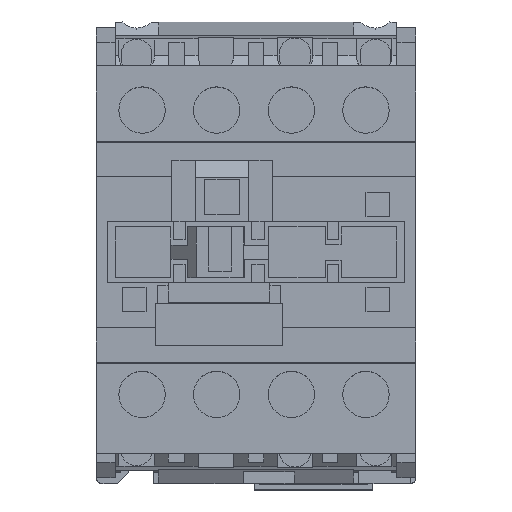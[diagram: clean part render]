
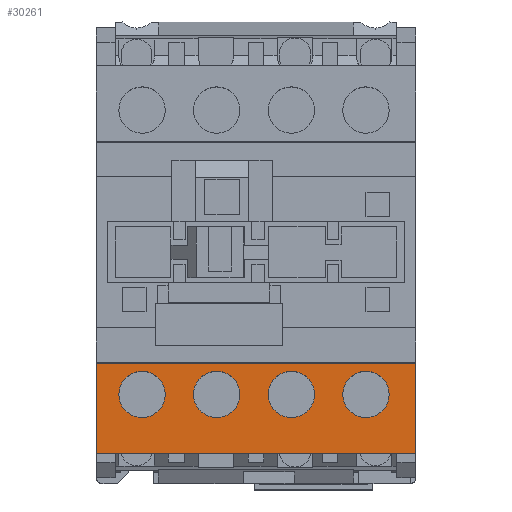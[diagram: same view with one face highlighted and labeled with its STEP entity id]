
A CAD part, top view. The second image highlights one B-rep face of the part: STEP entity #30261.
In plain terms, the highlighted planar face has unit normal (0, 0, 1).
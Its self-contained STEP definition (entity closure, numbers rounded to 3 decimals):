
#76 = DIRECTION ( 'NONE',  ( 1., 0., 0. ) ) ;
#487 = EDGE_CURVE ( 'NONE', #15049, #1043, #4102, .T. ) ;
#547 = EDGE_CURVE ( 'NONE', #5339, #5861, #25464, .T. ) ;
#748 = EDGE_CURVE ( 'NONE', #18543, #13846, #11084, .T. ) ;
#1043 = VERTEX_POINT ( 'NONE', #30935 ) ;
#1521 = DIRECTION ( 'NONE',  ( 0., 0., 1. ) ) ;
#2745 = CARTESIAN_POINT ( 'NONE',  ( 28.25, -35.6, 25.21 ) ) ;
#2776 = PLANE ( 'NONE',  #27628 ) ;
#2928 = ORIENTED_EDGE ( 'NONE', *, *, #3577, .F. ) ;
#3279 = DIRECTION ( 'NONE',  ( 0., 0., 1. ) ) ;
#3577 = EDGE_CURVE ( 'NONE', #16869, #15706, #8679, .T. ) ;
#4012 = CARTESIAN_POINT ( 'NONE',  ( 19.45, -25.15, 25.21 ) ) ;
#4102 = CIRCLE ( 'NONE', #11643, 4.1 ) ;
#4245 = AXIS2_PLACEMENT_3D ( 'NONE', #10456, #3279, #17943 ) ;
#4572 = EDGE_CURVE ( 'NONE', #27992, #25133, #26482, .T. ) ;
#4909 = AXIS2_PLACEMENT_3D ( 'NONE', #7403, #26902, #12048 ) ;
#5149 = CARTESIAN_POINT ( 'NONE',  ( 0., 0., 25.21 ) ) ;
#5339 = VERTEX_POINT ( 'NONE', #30005 ) ;
#5432 = CARTESIAN_POINT ( 'NONE',  ( -24.25, -25.15, 25.21 ) ) ;
#5610 = DIRECTION ( 'NONE',  ( 0., 1., 0. ) ) ;
#5734 = FACE_BOUND ( 'NONE', #26157, .T. ) ;
#5825 = DIRECTION ( 'NONE',  ( 1., 0., 0. ) ) ;
#5861 = VERTEX_POINT ( 'NONE', #16978 ) ;
#6572 = EDGE_CURVE ( 'NONE', #14929, #13457, #29019, .T. ) ;
#6700 = ORIENTED_EDGE ( 'NONE', *, *, #26426, .F. ) ;
#7403 = CARTESIAN_POINT ( 'NONE',  ( -6.95, -25.15, 25.21 ) ) ;
#7577 = EDGE_CURVE ( 'NONE', #18543, #5339, #13056, .T. ) ;
#7806 = CARTESIAN_POINT ( 'NONE',  ( -28.25, -35.6, 25.21 ) ) ;
#7827 = EDGE_CURVE ( 'NONE', #13846, #5861, #28156, .T. ) ;
#7913 = CARTESIAN_POINT ( 'NONE',  ( -20.15, -25.15, 25.21 ) ) ;
#8019 = AXIS2_PLACEMENT_3D ( 'NONE', #4012, #23550, #16297 ) ;
#8679 = CIRCLE ( 'NONE', #8019, 4.1 ) ;
#8700 = CARTESIAN_POINT ( 'NONE',  ( 23.55, -25.15, 25.21 ) ) ;
#8866 = CARTESIAN_POINT ( 'NONE',  ( 15.35, -25.15, 25.21 ) ) ;
#9133 = CIRCLE ( 'NONE', #15702, 4.1 ) ;
#9396 = DIRECTION ( 'NONE',  ( 1., 0., 0. ) ) ;
#10456 = CARTESIAN_POINT ( 'NONE',  ( 19.45, -25.15, 25.21 ) ) ;
#11025 = CARTESIAN_POINT ( 'NONE',  ( -28.25, -19.65, 25.21 ) ) ;
#11084 = LINE ( 'NONE', #22331, #16909 ) ;
#11119 = VECTOR ( 'NONE', #5610, 1000. ) ;
#11643 = AXIS2_PLACEMENT_3D ( 'NONE', #23402, #15824, #5825 ) ;
#11799 = DIRECTION ( 'NONE',  ( 1., 0., 0. ) ) ;
#11835 = VECTOR ( 'NONE', #13212, 1000. ) ;
#12048 = DIRECTION ( 'NONE',  ( 1., 0., 0. ) ) ;
#13056 = LINE ( 'NONE', #7806, #11119 ) ;
#13212 = DIRECTION ( 'NONE',  ( 1., 0., 0. ) ) ;
#13457 = VERTEX_POINT ( 'NONE', #29278 ) ;
#13775 = EDGE_CURVE ( 'NONE', #15706, #16869, #24353, .T. ) ;
#13846 = VERTEX_POINT ( 'NONE', #26044 ) ;
#14929 = VERTEX_POINT ( 'NONE', #5432 ) ;
#15049 = VERTEX_POINT ( 'NONE', #20844 ) ;
#15270 = DIRECTION ( 'NONE',  ( 0., 0., -1. ) ) ;
#15702 = AXIS2_PLACEMENT_3D ( 'NONE', #31409, #1521, #11799 ) ;
#15706 = VERTEX_POINT ( 'NONE', #8866 ) ;
#15776 = AXIS2_PLACEMENT_3D ( 'NONE', #17207, #24251, #9396 ) ;
#15824 = DIRECTION ( 'NONE',  ( 0., 0., 1. ) ) ;
#16081 = ORIENTED_EDGE ( 'NONE', *, *, #7577, .F. ) ;
#16257 = EDGE_LOOP ( 'NONE', ( #2928, #26594 ) ) ;
#16297 = DIRECTION ( 'NONE',  ( 1., 0., 0. ) ) ;
#16449 = EDGE_LOOP ( 'NONE', ( #6700, #30250 ) ) ;
#16869 = VERTEX_POINT ( 'NONE', #8700 ) ;
#16909 = VECTOR ( 'NONE', #76, 1000. ) ;
#16978 = CARTESIAN_POINT ( 'NONE',  ( 28.25, -19.65, 25.21 ) ) ;
#17207 = CARTESIAN_POINT ( 'NONE',  ( -20.15, -25.15, 25.21 ) ) ;
#17384 = ORIENTED_EDGE ( 'NONE', *, *, #487, .F. ) ;
#17644 = CARTESIAN_POINT ( 'NONE',  ( -2.85, -25.15, 25.21 ) ) ;
#17712 = EDGE_LOOP ( 'NONE', ( #17384, #22299 ) ) ;
#17905 = DIRECTION ( 'NONE',  ( 1., 0., 0. ) ) ;
#17943 = DIRECTION ( 'NONE',  ( 1., 0., 0. ) ) ;
#18543 = VERTEX_POINT ( 'NONE', #19241 ) ;
#19241 = CARTESIAN_POINT ( 'NONE',  ( -28.25, -35.6, 25.21 ) ) ;
#19330 = FACE_OUTER_BOUND ( 'NONE', #22841, .T. ) ;
#19448 = CARTESIAN_POINT ( 'NONE',  ( -6.95, -25.15, 25.21 ) ) ;
#20069 = AXIS2_PLACEMENT_3D ( 'NONE', #19448, #26790, #24317 ) ;
#20844 = CARTESIAN_POINT ( 'NONE',  ( 10.35, -25.15, 25.21 ) ) ;
#22299 = ORIENTED_EDGE ( 'NONE', *, *, #23586, .F. ) ;
#22331 = CARTESIAN_POINT ( 'NONE',  ( -28.25, -35.6, 25.21 ) ) ;
#22432 = FACE_BOUND ( 'NONE', #16449, .T. ) ;
#22451 = ORIENTED_EDGE ( 'NONE', *, *, #748, .T. ) ;
#22841 = EDGE_LOOP ( 'NONE', ( #16081, #22451, #32180, #28026 ) ) ;
#22864 = DIRECTION ( 'NONE',  ( -1., 0., 0. ) ) ;
#23402 = CARTESIAN_POINT ( 'NONE',  ( 6.25, -25.15, 25.21 ) ) ;
#23550 = DIRECTION ( 'NONE',  ( 0., 0., 1. ) ) ;
#23586 = EDGE_CURVE ( 'NONE', #1043, #15049, #9133, .T. ) ;
#24251 = DIRECTION ( 'NONE',  ( 0., 0., 1. ) ) ;
#24317 = DIRECTION ( 'NONE',  ( 1., 0., 0. ) ) ;
#24353 = CIRCLE ( 'NONE', #4245, 4.1 ) ;
#24751 = FACE_BOUND ( 'NONE', #17712, .T. ) ;
#24881 = EDGE_CURVE ( 'NONE', #25133, #27992, #28801, .T. ) ;
#25133 = VERTEX_POINT ( 'NONE', #27868 ) ;
#25164 = DIRECTION ( 'NONE',  ( 0., 0., 1. ) ) ;
#25464 = LINE ( 'NONE', #11025, #11835 ) ;
#25903 = AXIS2_PLACEMENT_3D ( 'NONE', #7913, #25164, #17905 ) ;
#25990 = ORIENTED_EDGE ( 'NONE', *, *, #4572, .F. ) ;
#26044 = CARTESIAN_POINT ( 'NONE',  ( 28.25, -35.6, 25.21 ) ) ;
#26157 = EDGE_LOOP ( 'NONE', ( #25990, #26528 ) ) ;
#26426 = EDGE_CURVE ( 'NONE', #13457, #14929, #31930, .T. ) ;
#26482 = CIRCLE ( 'NONE', #4909, 4.1 ) ;
#26528 = ORIENTED_EDGE ( 'NONE', *, *, #24881, .F. ) ;
#26594 = ORIENTED_EDGE ( 'NONE', *, *, #13775, .F. ) ;
#26790 = DIRECTION ( 'NONE',  ( 0., 0., 1. ) ) ;
#26902 = DIRECTION ( 'NONE',  ( 0., 0., 1. ) ) ;
#27456 = DIRECTION ( 'NONE',  ( 0., 1., 0. ) ) ;
#27628 = AXIS2_PLACEMENT_3D ( 'NONE', #5149, #15270, #22864 ) ;
#27868 = CARTESIAN_POINT ( 'NONE',  ( -11.05, -25.15, 25.21 ) ) ;
#27992 = VERTEX_POINT ( 'NONE', #17644 ) ;
#28026 = ORIENTED_EDGE ( 'NONE', *, *, #547, .F. ) ;
#28156 = LINE ( 'NONE', #2745, #30068 ) ;
#28801 = CIRCLE ( 'NONE', #20069, 4.1 ) ;
#28985 = FACE_BOUND ( 'NONE', #16257, .T. ) ;
#29019 = CIRCLE ( 'NONE', #15776, 4.1 ) ;
#29278 = CARTESIAN_POINT ( 'NONE',  ( -16.05, -25.15, 25.21 ) ) ;
#30005 = CARTESIAN_POINT ( 'NONE',  ( -28.25, -19.65, 25.21 ) ) ;
#30068 = VECTOR ( 'NONE', #27456, 1000. ) ;
#30250 = ORIENTED_EDGE ( 'NONE', *, *, #6572, .F. ) ;
#30261 = ADVANCED_FACE ( 'NONE', ( #22432, #5734, #24751, #28985, #19330 ), #2776, .F. ) ;
#30935 = CARTESIAN_POINT ( 'NONE',  ( 2.15, -25.15, 25.21 ) ) ;
#31409 = CARTESIAN_POINT ( 'NONE',  ( 6.25, -25.15, 25.21 ) ) ;
#31930 = CIRCLE ( 'NONE', #25903, 4.1 ) ;
#32180 = ORIENTED_EDGE ( 'NONE', *, *, #7827, .T. ) ;
